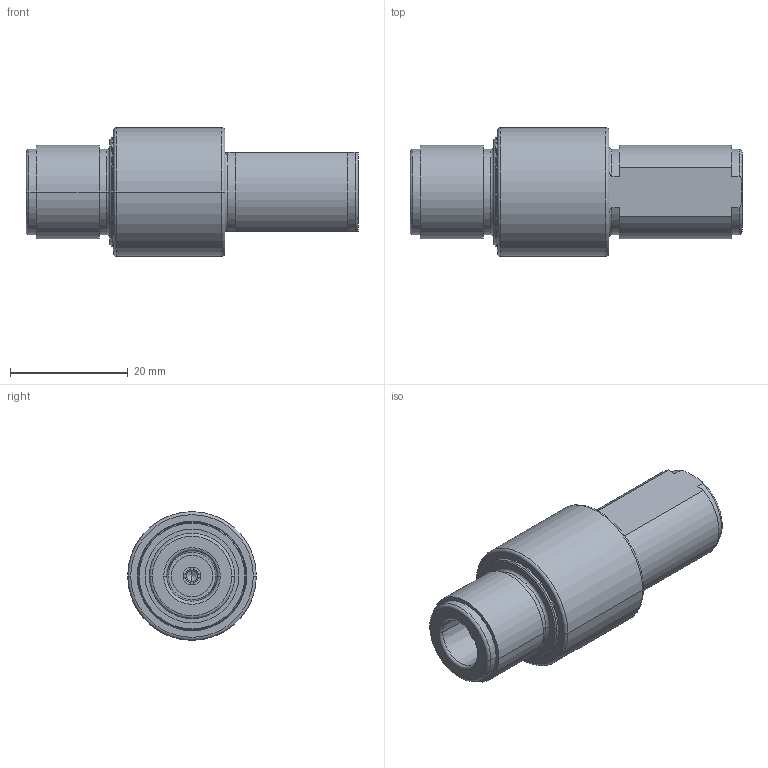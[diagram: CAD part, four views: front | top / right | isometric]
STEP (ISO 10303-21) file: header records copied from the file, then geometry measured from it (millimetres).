
FILE_DESCRIPTION (( 'STEP AP214' ), '1' );
FILE_NAME ('LCSP1038.STEP', '2018-04-04T19:26:54', ( '' ), ( '' ), 'SwSTEP 2.0', 'SolidWorks 2017', '' );
FILE_SCHEMA (( 'AUTOMOTIVE_DESIGN' ));
Length unit declared in the file: inch
Products named in the file (9): 3001-0040-03; 2811-0020; 5800-0138; 5800-0137; 1000-1578; 9090-1993-B^1000-1578; 7040-0062; 4035-0047; LCSP1038
Assembly tree (8 placements, depth 3):
  9090-1993-B^1000-1578
  LCSP1038
    1000-1578
      5800-0138
      5800-0137
      7040-0062
      2811-0020  x2
      4035-0047
      3001-0040-03
Bounding box: 56.39 x 21.84 x 21.84 mm (x, y, z)
Volume: 11033.3 mm3; surface area: 9555.4 mm2
Topology: 12 solids, 12 shells, 496 faces, 1260 edges, 818 vertices
Faces by surface type: cylinder 216, plane 212, cone 40, torus 28
Entity records: 15866 total; most frequent: CARTESIAN_POINT 3406, DIRECTION 2632, ORIENTED_EDGE 2472, EDGE_CURVE 1236, AXIS2_PLACEMENT_3D 1038, VERTEX_POINT 806, VECTOR 556, LINE 556
